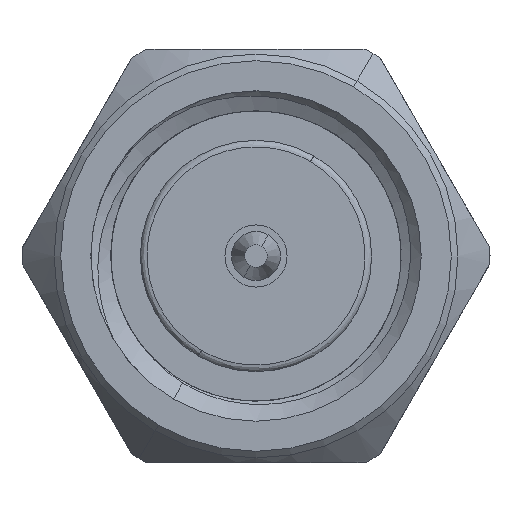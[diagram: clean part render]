
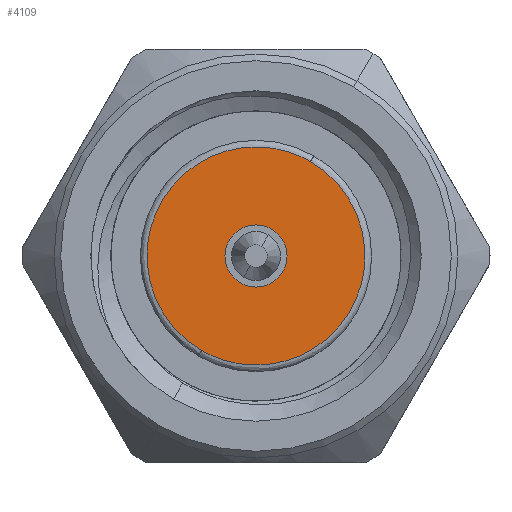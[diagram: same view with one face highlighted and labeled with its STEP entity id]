
A CAD part, left-side view. The second image highlights one B-rep face of the part: STEP entity #4109.
In plain terms, the highlighted planar face has unit normal (-1, 0, 0).
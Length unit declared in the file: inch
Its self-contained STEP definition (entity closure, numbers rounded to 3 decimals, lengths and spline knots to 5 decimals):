
#68 = DIRECTION ( 'NONE',  ( -1., 0., 0. ) ) ;
#165 = ORIENTED_EDGE ( 'NONE', *, *, #1731, .F. ) ;
#315 = CARTESIAN_POINT ( 'NONE',  ( 0.1, 0.01175, -0.02035 ) ) ;
#940 = CARTESIAN_POINT ( 'NONE',  ( 0.1, -0.04125, 0.07145 ) ) ;
#1379 = CARTESIAN_POINT ( 'NONE',  ( 0.1, 0.04125, -0.07145 ) ) ;
#1491 = CARTESIAN_POINT ( 'NONE',  ( 0.1, 0.18414, 0.01105 ) ) ;
#1627 = CARTESIAN_POINT ( 'NONE',  ( 0.1, -0.04125, 0.07145 ) ) ;
#1632 = AXIS2_PLACEMENT_3D ( 'NONE', #2586, #2688, #6871 ) ;
#1656 = CARTESIAN_POINT ( 'NONE',  ( 0.1, -0.01175, 0.02035 ) ) ;
#1661 = ORIENTED_EDGE ( 'NONE', *, *, #6337, .F. ) ;
#1731 = EDGE_CURVE ( 'NONE', #4478, #5437, #2268, .T. ) ;
#1827 = VERTEX_POINT ( 'NONE', #315 ) ;
#1951 = EDGE_CURVE ( 'NONE', #5437, #4478, #3957, .T. ) ;
#2089 = CIRCLE ( 'NONE', #1632, 0.0235 ) ;
#2214 = CARTESIAN_POINT ( 'NONE',  ( 0.1, 0., 0. ) ) ;
#2268 =( BOUNDED_CURVE ( )  B_SPLINE_CURVE ( 3, ( #940, #3651, #5826, #3117 ),
 .UNSPECIFIED., .F., .F. ) 
 B_SPLINE_CURVE_WITH_KNOTS ( ( 4, 4 ),
 ( 0., 1. ),
 .UNSPECIFIED. ) 
 CURVE ( )  GEOMETRIC_REPRESENTATION_ITEM ( )  RATIONAL_B_SPLINE_CURVE ( ( 1., 0.333, 0.333, 1. ) ) 
 REPRESENTATION_ITEM ( '' )  );
#2387 = EDGE_CURVE ( 'NONE', #5606, #1827, #2089, .T. ) ;
#2586 = CARTESIAN_POINT ( 'NONE',  ( 0.1, 0., 0. ) ) ;
#2679 = FACE_OUTER_BOUND ( 'NONE', #6392, .T. ) ;
#2688 = DIRECTION ( 'NONE',  ( -1., 0., 0. ) ) ;
#3093 = CARTESIAN_POINT ( 'NONE',  ( 0.1, 0.10164, 0.15395 ) ) ;
#3111 = PLANE ( 'NONE',  #4606 ) ;
#3117 = CARTESIAN_POINT ( 'NONE',  ( 0.1, 0.04125, -0.07145 ) ) ;
#3250 = FACE_BOUND ( 'NONE', #5696, .T. ) ;
#3651 = CARTESIAN_POINT ( 'NONE',  ( 0.1, -0.18414, -0.01105 ) ) ;
#3957 =( BOUNDED_CURVE ( )  B_SPLINE_CURVE ( 3, ( #6445, #1491, #3093, #1627 ),
 .UNSPECIFIED., .F., .F. ) 
 B_SPLINE_CURVE_WITH_KNOTS ( ( 4, 4 ),
 ( 0., 1. ),
 .UNSPECIFIED. ) 
 CURVE ( )  GEOMETRIC_REPRESENTATION_ITEM ( )  RATIONAL_B_SPLINE_CURVE ( ( 1., 0.333, 0.333, 1. ) ) 
 REPRESENTATION_ITEM ( '' )  );
#4109 = ADVANCED_FACE ( 'NONE', ( #3250, #2679 ), #3111, .F. ) ;
#4444 = CIRCLE ( 'NONE', #6735, 0.0235 ) ;
#4478 = VERTEX_POINT ( 'NONE', #5729 ) ;
#4606 = AXIS2_PLACEMENT_3D ( 'NONE', #4779, #6967, #6491 ) ;
#4779 = CARTESIAN_POINT ( 'NONE',  ( 0.1, 0., 0. ) ) ;
#5437 = VERTEX_POINT ( 'NONE', #1379 ) ;
#5606 = VERTEX_POINT ( 'NONE', #1656 ) ;
#5634 = DIRECTION ( 'NONE',  ( 0., 0.5, -0.866 ) ) ;
#5696 = EDGE_LOOP ( 'NONE', ( #1661, #6066 ) ) ;
#5729 = CARTESIAN_POINT ( 'NONE',  ( 0.1, -0.04125, 0.07145 ) ) ;
#5826 = CARTESIAN_POINT ( 'NONE',  ( 0.1, -0.10164, -0.15395 ) ) ;
#6066 = ORIENTED_EDGE ( 'NONE', *, *, #2387, .F. ) ;
#6337 = EDGE_CURVE ( 'NONE', #1827, #5606, #4444, .T. ) ;
#6392 = EDGE_LOOP ( 'NONE', ( #6798, #165 ) ) ;
#6445 = CARTESIAN_POINT ( 'NONE',  ( 0.1, 0.04125, -0.07145 ) ) ;
#6491 = DIRECTION ( 'NONE',  ( 0., 0., 1. ) ) ;
#6735 = AXIS2_PLACEMENT_3D ( 'NONE', #2214, #68, #5634 ) ;
#6798 = ORIENTED_EDGE ( 'NONE', *, *, #1951, .F. ) ;
#6871 = DIRECTION ( 'NONE',  ( 0., 0.5, -0.866 ) ) ;
#6967 = DIRECTION ( 'NONE',  ( 1., 0., 0. ) ) ;
